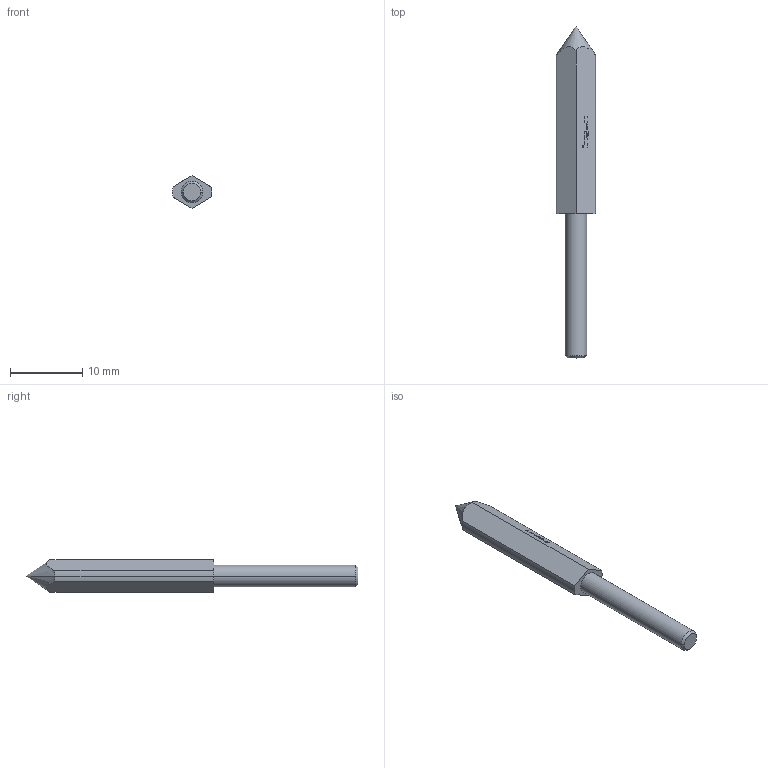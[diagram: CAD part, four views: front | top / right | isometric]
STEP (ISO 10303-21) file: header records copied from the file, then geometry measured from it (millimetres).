
FILE_DESCRIPTION (( 'STEP AP203' ), '1' );
FILE_NAME ('INGUN_55578.STEP', '2022-12-01T09:53:19', ( '' ), ( '' ), 'SwSTEP 2.0', 'SolidWorks 2021', '' );
FILE_SCHEMA (( 'CONFIG_CONTROL_DESIGN' ));
Length unit declared in the file: millimetre
Products named in the file (1): INGUN_55578
Bounding box: 5.42 x 46 x 4.5 mm (x, y, z)
Volume: 516.5 mm3; surface area: 572 mm2
Topology: 1 solids, 1 shells, 83 faces, 222 edges, 146 vertices
Faces by surface type: plane 52, cylinder 27, cone 4
Entity records: 2696 total; most frequent: CARTESIAN_POINT 502, DIRECTION 441, ORIENTED_EDGE 440, EDGE_CURVE 220, LINE 159, VECTOR 159, VERTEX_POINT 146, AXIS2_PLACEMENT_3D 141
